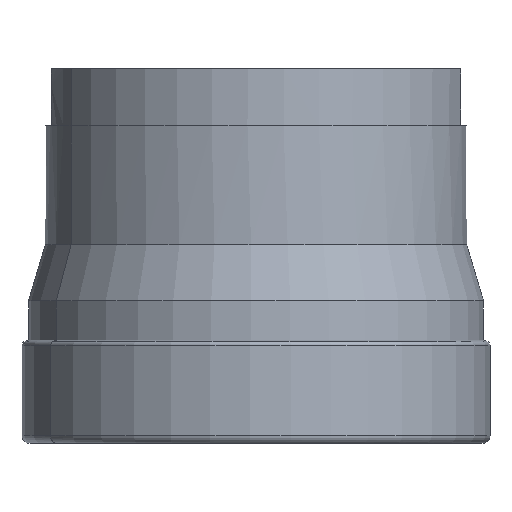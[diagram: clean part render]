
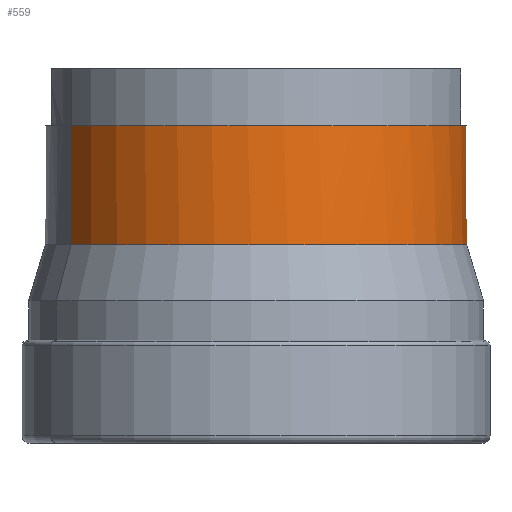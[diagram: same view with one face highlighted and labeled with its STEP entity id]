
A CAD part, front view. The second image highlights one B-rep face of the part: STEP entity #559.
In plain terms, the highlighted cylindrical face has radius 22.5 mm (diameter 45 mm), a partial arc.
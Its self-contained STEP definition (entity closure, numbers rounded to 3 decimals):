
#162=AXIS2_PLACEMENT_3D('Cylinder Axis2P3D',#159,#160,#161) ;
#225=AXIS2_PLACEMENT_3D('Circle Axis2P3D',#223,#224,$) ;
#232=AXIS2_PLACEMENT_3D('Circle Axis2P3D',#230,#231,$) ;
#479=AXIS2_PLACEMENT_3D('Circle Axis2P3D',#477,#478,$) ;
#486=AXIS2_PLACEMENT_3D('Circle Axis2P3D',#484,#485,$) ;
#493=AXIS2_PLACEMENT_3D('Circle Axis2P3D',#491,#492,$) ;
#523=AXIS2_PLACEMENT_3D('Circle Axis2P3D',#521,#522,$) ;
#537=AXIS2_PLACEMENT_3D('Circle Axis2P3D',#535,#536,$) ;
#544=AXIS2_PLACEMENT_3D('Circle Axis2P3D',#542,#543,$) ;
#159=CARTESIAN_POINT('Axis2P3D Location',(0.,0.,3.7)) ;
#205=CARTESIAN_POINT('Vertex',(-19.746,-10.787,33.9)) ;
#223=CARTESIAN_POINT('Axis2P3D Location',(0.,0.,33.9)) ;
#227=CARTESIAN_POINT('Vertex',(21.867,-5.299,33.9)) ;
#230=CARTESIAN_POINT('Axis2P3D Location',(0.,0.,33.9)) ;
#234=CARTESIAN_POINT('Vertex',(21.891,-5.2,33.9)) ;
#477=CARTESIAN_POINT('Axis2P3D Location',(0.,0.,33.9)) ;
#481=CARTESIAN_POINT('Vertex',(22.004,-4.7,33.9)) ;
#484=CARTESIAN_POINT('Axis2P3D Location',(0.,0.,33.9)) ;
#488=CARTESIAN_POINT('Vertex',(22.004,4.7,33.9)) ;
#491=CARTESIAN_POINT('Axis2P3D Location',(0.,0.,33.9)) ;
#495=CARTESIAN_POINT('Vertex',(21.891,5.2,33.9)) ;
#514=CARTESIAN_POINT('Line Origine',(-19.746,-10.787,30.6)) ;
#518=CARTESIAN_POINT('Vertex',(-19.746,-10.787,21.2)) ;
#521=CARTESIAN_POINT('Axis2P3D Location',(0.,0.,21.2)) ;
#525=CARTESIAN_POINT('Vertex',(19.746,10.787,21.2)) ;
#528=CARTESIAN_POINT('Line Origine',(19.746,10.787,30.6)) ;
#532=CARTESIAN_POINT('Vertex',(19.746,10.787,33.9)) ;
#535=CARTESIAN_POINT('Axis2P3D Location',(0.,0.,33.9)) ;
#539=CARTESIAN_POINT('Vertex',(21.823,5.478,33.9)) ;
#542=CARTESIAN_POINT('Axis2P3D Location',(0.,0.,33.9)) ;
#160=DIRECTION('Axis2P3D Direction',(0.,0.,1.)) ;
#161=DIRECTION('Axis2P3D XDirection',(0.878,0.479,0.)) ;
#224=DIRECTION('Axis2P3D Direction',(0.,0.,1.)) ;
#231=DIRECTION('Axis2P3D Direction',(0.,0.,1.)) ;
#478=DIRECTION('Axis2P3D Direction',(0.,0.,-1.)) ;
#485=DIRECTION('Axis2P3D Direction',(0.,0.,-1.)) ;
#492=DIRECTION('Axis2P3D Direction',(0.,0.,-1.)) ;
#515=DIRECTION('Vector Direction',(0.,0.,1.)) ;
#522=DIRECTION('Axis2P3D Direction',(0.,0.,1.)) ;
#529=DIRECTION('Vector Direction',(0.,0.,1.)) ;
#536=DIRECTION('Axis2P3D Direction',(0.,0.,1.)) ;
#543=DIRECTION('Axis2P3D Direction',(0.,0.,1.)) ;
#516=VECTOR('Line Direction',#515,1.) ;
#530=VECTOR('Line Direction',#529,1.) ;
#548=ORIENTED_EDGE('',*,*,#497,.T.) ;
#549=ORIENTED_EDGE('',*,*,#490,.T.) ;
#550=ORIENTED_EDGE('',*,*,#483,.T.) ;
#551=ORIENTED_EDGE('',*,*,#236,.T.) ;
#552=ORIENTED_EDGE('',*,*,#229,.T.) ;
#553=ORIENTED_EDGE('',*,*,#520,.F.) ;
#554=ORIENTED_EDGE('',*,*,#527,.T.) ;
#555=ORIENTED_EDGE('',*,*,#534,.T.) ;
#556=ORIENTED_EDGE('',*,*,#541,.T.) ;
#557=ORIENTED_EDGE('',*,*,#546,.T.) ;
#559=ADVANCED_FACE('NOCUT',(#558),#163,.T.) ;
#226=CIRCLE('generated circle',#225,22.5) ;
#233=CIRCLE('generated circle',#232,22.5) ;
#480=CIRCLE('generated circle',#479,22.5) ;
#487=CIRCLE('generated circle',#486,22.5) ;
#494=CIRCLE('generated circle',#493,22.5) ;
#524=CIRCLE('generated circle',#523,22.5) ;
#538=CIRCLE('generated circle',#537,22.5) ;
#545=CIRCLE('generated circle',#544,22.5) ;
#163=CYLINDRICAL_SURFACE('generated cylinder',#162,22.5) ;
#229=EDGE_CURVE('',#228,#206,#226,.F.) ;
#236=EDGE_CURVE('',#235,#228,#233,.F.) ;
#483=EDGE_CURVE('',#482,#235,#480,.T.) ;
#490=EDGE_CURVE('',#489,#482,#487,.T.) ;
#497=EDGE_CURVE('',#496,#489,#494,.T.) ;
#520=EDGE_CURVE('',#519,#206,#517,.T.) ;
#527=EDGE_CURVE('',#519,#526,#524,.T.) ;
#534=EDGE_CURVE('',#526,#533,#531,.T.) ;
#541=EDGE_CURVE('',#533,#540,#538,.F.) ;
#546=EDGE_CURVE('',#540,#496,#545,.F.) ;
#547=EDGE_LOOP('',(#548,#549,#550,#551,#552,#553,#554,#555,#556,#557)) ;
#558=FACE_OUTER_BOUND('',#547,.T.) ;
#517=LINE('Line',#514,#516) ;
#531=LINE('Line',#528,#530) ;
#206=VERTEX_POINT('',#205) ;
#228=VERTEX_POINT('',#227) ;
#235=VERTEX_POINT('',#234) ;
#482=VERTEX_POINT('',#481) ;
#489=VERTEX_POINT('',#488) ;
#496=VERTEX_POINT('',#495) ;
#519=VERTEX_POINT('',#518) ;
#526=VERTEX_POINT('',#525) ;
#533=VERTEX_POINT('',#532) ;
#540=VERTEX_POINT('',#539) ;
